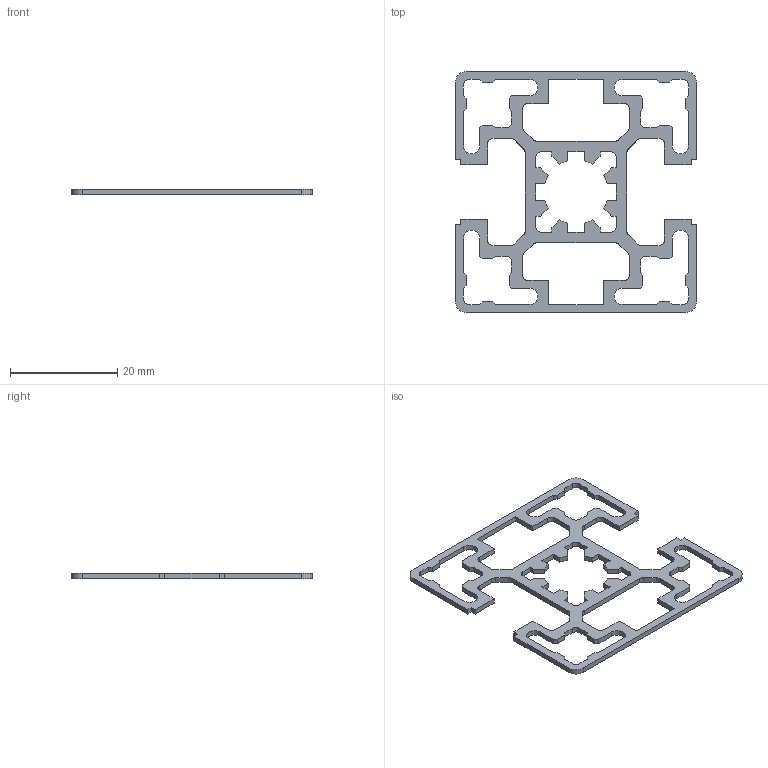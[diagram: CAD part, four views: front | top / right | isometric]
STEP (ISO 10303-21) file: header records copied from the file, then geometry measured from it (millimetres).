
FILE_DESCRIPTION(/* description */ ('Profilo 45x45 2 lati chiusi paralleli'),/* implementation_level */ '2;1');
FILE_NAME(/* name */ 'PG4545B.stp',/* time_stamp */ '2021-02-19T16:44:40+01:00',/* author */ ('omnitec'),/* organization */ (''),/* preprocessor_version */ 'ST-DEVELOPER v18.1',/* originating_system */ 'Autodesk Inventor 2021',/* authorisation */ '');
FILE_SCHEMA (('AUTOMOTIVE_DESIGN { 1 0 10303 214 3 1 1 }'));
Length unit declared in the file: millimetre
Products named in the file (1): PG4545B---1,0
Bounding box: 45 x 45 x 1 mm (x, y, z)
Volume: 672.7 mm3; surface area: 2024.5 mm2
Topology: 1 solids, 1 shells, 226 faces, 672 edges, 448 vertices
Faces by surface type: plane 170, cylinder 56
Entity records: 7597 total; most frequent: CARTESIAN_POINT 1347, ORIENTED_EDGE 1344, DIRECTION 1238, EDGE_CURVE 672, LINE 560, VECTOR 560, VERTEX_POINT 448, AXIS2_PLACEMENT_3D 339
